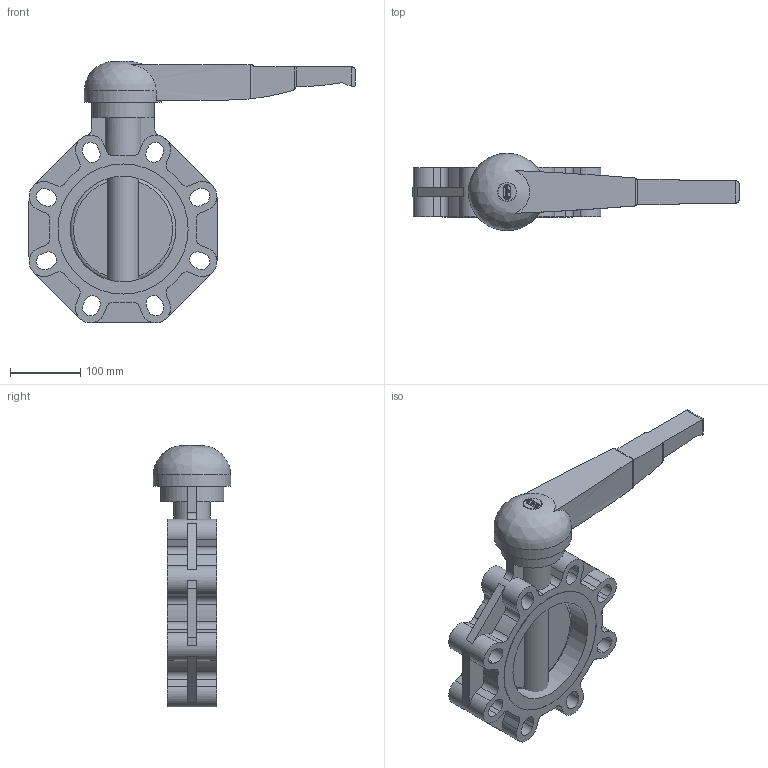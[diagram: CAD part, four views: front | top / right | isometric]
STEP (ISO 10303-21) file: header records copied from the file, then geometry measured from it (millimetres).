
FILE_DESCRIPTION(/* description */ (''),/* implementation_level */ '2;1');
FILE_NAME(/* name */ 'FKOMLM160E.iam.stp',/* time_stamp */ '2013-10-07T12:38:07+02:00',/* author */ ('bfaro'),/* organization */ (''),/* preprocessor_version */ 'ST-DEVELOPER v15.2',/* originating_system */ 'Autodesk Inventor 2014',/* authorisation */ '');
FILE_SCHEMA (('AUTOMOTIVE_DESIGN { 1 0 10303 214 3 1 1 }'));
Length unit declared in the file: millimetre
Products named in the file (5): Maniglia FK 140-160; Piastrina 40; cassa FK 160; Disco FE-FK 160; FKOMLM160E
Bounding box: 464 x 110 x 372.23 mm (x, y, z)
Volume: 3420303.6 mm3; surface area: 379649.9 mm2
Topology: 4 solids, 4 shells, 269 faces, 756 edges, 505 vertices
Faces by surface type: plane 143, cylinder 121, torus 2, cone 2, bspline 1
Full cylindrical faces by diameter (mm): 26.1 x1, 45 x1, 110 x1, 150 x1, 185 x2
Entity records: 9135 total; most frequent: CARTESIAN_POINT 1841, DIRECTION 1543, ORIENTED_EDGE 1500, EDGE_CURVE 749, AXIS2_PLACEMENT_3D 556, VERTEX_POINT 504, LINE 431, VECTOR 431
